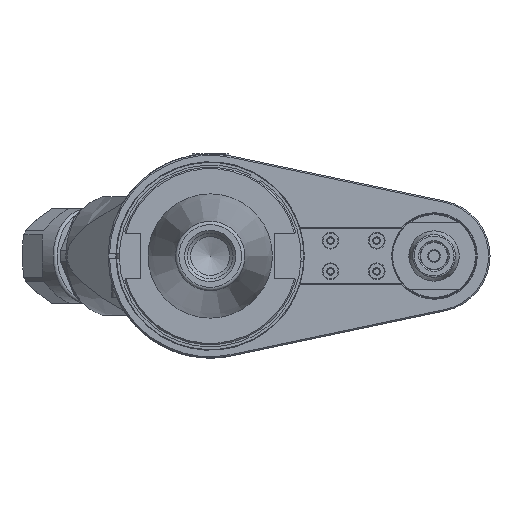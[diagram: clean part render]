
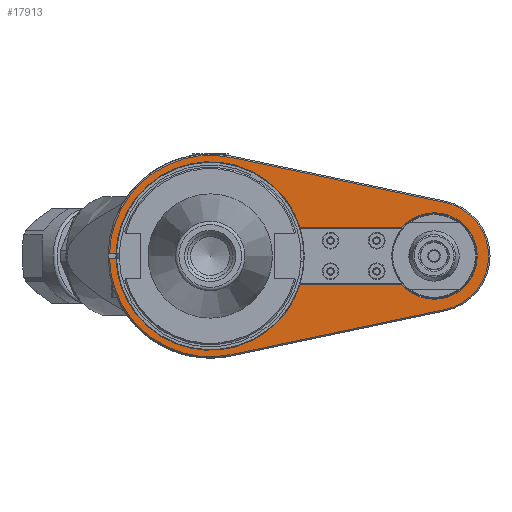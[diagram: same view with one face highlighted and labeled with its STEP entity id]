
A CAD part, front view. The second image highlights one B-rep face of the part: STEP entity #17913.
In plain terms, the highlighted planar face has unit normal (0, -1, 0).
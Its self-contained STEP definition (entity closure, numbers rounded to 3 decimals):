
#630=PLANE('',#19739);
#1585=FACE_OUTER_BOUND('',#2751,.T.);
#2751=EDGE_LOOP('',(#14417,#14418,#14419,#14420,#14421,#14422,#14423,#14424,
#14425,#14426,#14427,#14428));
#4009=CIRCLE('',#19737,36.);
#4010=CIRCLE('',#19740,33.7);
#4011=CIRCLE('',#19741,15.45);
#4012=CIRCLE('',#19742,33.7);
#4013=CIRCLE('',#19743,36.);
#4014=CIRCLE('',#19744,19.5);
#5042=LINE('',#31614,#6335);
#5055=LINE('',#31654,#6348);
#5066=LINE('',#31724,#6359);
#5069=LINE('',#31732,#6362);
#5070=LINE('',#31736,#6363);
#5071=LINE('',#31741,#6364);
#6335=VECTOR('',#23583,10.);
#6348=VECTOR('',#23618,10.);
#6359=VECTOR('',#23707,10.);
#6362=VECTOR('',#23714,10.);
#6363=VECTOR('',#23717,10.);
#6364=VECTOR('',#23722,10.);
#8221=VERTEX_POINT('',#31611);
#8222=VERTEX_POINT('',#31613);
#8237=VERTEX_POINT('',#31651);
#8238=VERTEX_POINT('',#31653);
#8257=VERTEX_POINT('',#31719);
#8258=VERTEX_POINT('',#31723);
#8260=VERTEX_POINT('',#31729);
#8261=VERTEX_POINT('',#31731);
#8262=VERTEX_POINT('',#31733);
#8263=VERTEX_POINT('',#31735);
#8264=VERTEX_POINT('',#31738);
#8265=VERTEX_POINT('',#31740);
#10410=EDGE_CURVE('',#8221,#8222,#5042,.T.);
#10431=EDGE_CURVE('',#8238,#8237,#5055,.T.);
#10461=EDGE_CURVE('',#8257,#8238,#4009,.T.);
#10463=EDGE_CURVE('',#8258,#8257,#5066,.T.);
#10466=EDGE_CURVE('',#8260,#8237,#4010,.T.);
#10467=EDGE_CURVE('',#8260,#8261,#5069,.T.);
#10468=EDGE_CURVE('',#8262,#8261,#4011,.T.);
#10469=EDGE_CURVE('',#8262,#8263,#5070,.T.);
#10470=EDGE_CURVE('',#8222,#8263,#4012,.T.);
#10471=EDGE_CURVE('',#8221,#8264,#4013,.T.);
#10472=EDGE_CURVE('',#8264,#8265,#5071,.T.);
#10473=EDGE_CURVE('',#8265,#8258,#4014,.T.);
#14417=ORIENTED_EDGE('',*,*,#10461,.T.);
#14418=ORIENTED_EDGE('',*,*,#10431,.T.);
#14419=ORIENTED_EDGE('',*,*,#10466,.F.);
#14420=ORIENTED_EDGE('',*,*,#10467,.T.);
#14421=ORIENTED_EDGE('',*,*,#10468,.F.);
#14422=ORIENTED_EDGE('',*,*,#10469,.T.);
#14423=ORIENTED_EDGE('',*,*,#10470,.F.);
#14424=ORIENTED_EDGE('',*,*,#10410,.F.);
#14425=ORIENTED_EDGE('',*,*,#10471,.T.);
#14426=ORIENTED_EDGE('',*,*,#10472,.T.);
#14427=ORIENTED_EDGE('',*,*,#10473,.T.);
#14428=ORIENTED_EDGE('',*,*,#10463,.T.);
#17913=ADVANCED_FACE('',(#1585),#630,.T.);
#19737=AXIS2_PLACEMENT_3D('',#31720,#23702,#23703);
#19739=AXIS2_PLACEMENT_3D('',#31728,#23710,#23711);
#19740=AXIS2_PLACEMENT_3D('',#31730,#23712,#23713);
#19741=AXIS2_PLACEMENT_3D('',#31734,#23715,#23716);
#19742=AXIS2_PLACEMENT_3D('',#31737,#23718,#23719);
#19743=AXIS2_PLACEMENT_3D('',#31739,#23720,#23721);
#19744=AXIS2_PLACEMENT_3D('',#31742,#23723,#23724);
#23583=DIRECTION('',(1.,0.,0.));
#23618=DIRECTION('',(1.,0.,0.));
#23702=DIRECTION('center_axis',(0.,-1.,0.));
#23703=DIRECTION('ref_axis',(0.206,0.,0.978));
#23707=DIRECTION('',(-0.978,0.,0.206));
#23710=DIRECTION('center_axis',(0.,-1.,0.));
#23711=DIRECTION('ref_axis',(0.,0.,-1.));
#23712=DIRECTION('center_axis',(0.,-1.,0.));
#23713=DIRECTION('ref_axis',(0.953,0.,0.303));
#23714=DIRECTION('',(1.,0.,0.));
#23715=DIRECTION('center_axis',(0.,-1.,0.));
#23716=DIRECTION('ref_axis',(-0.751,0.,-0.66));
#23717=DIRECTION('',(-1.,0.,0.));
#23718=DIRECTION('center_axis',(0.,-1.,0.));
#23719=DIRECTION('ref_axis',(-1.,0.,-0.022));
#23720=DIRECTION('center_axis',(0.,-1.,0.));
#23721=DIRECTION('ref_axis',(-1.,0.,-0.021));
#23722=DIRECTION('',(0.978,0.,0.206));
#23723=DIRECTION('center_axis',(0.,-1.,0.));
#23724=DIRECTION('ref_axis',(0.206,0.,-0.978));
#31611=CARTESIAN_POINT('',(-35.992,-28.,-0.75));
#31613=CARTESIAN_POINT('',(-33.692,-28.,-0.75));
#31614=CARTESIAN_POINT('',(-11.654,-28.,-0.75));
#31651=CARTESIAN_POINT('',(-33.692,-28.,0.75));
#31653=CARTESIAN_POINT('',(-35.992,-28.,0.75));
#31654=CARTESIAN_POINT('',(-23.501,-28.,0.75));
#31719=CARTESIAN_POINT('',(7.425,-28.,35.226));
#31720=CARTESIAN_POINT('Origin',(0.,-28.,0.));
#31723=CARTESIAN_POINT('',(84.022,-28.,19.081));
#31724=CARTESIAN_POINT('',(26.574,-28.,31.19));
#31728=CARTESIAN_POINT('Origin',(0.,-28.,0.));
#31729=CARTESIAN_POINT('',(32.119,-28.,10.2));
#31730=CARTESIAN_POINT('Origin',(0.,-28.,0.));
#31731=CARTESIAN_POINT('',(68.396,-28.,10.2));
#31732=CARTESIAN_POINT('',(25.115,-28.,10.2));
#31733=CARTESIAN_POINT('',(68.396,-28.,-10.2));
#31734=CARTESIAN_POINT('Origin',(80.,-28.,0.));
#31735=CARTESIAN_POINT('',(32.119,-28.,-10.2));
#31736=CARTESIAN_POINT('',(25.115,-28.,-10.2));
#31737=CARTESIAN_POINT('Origin',(0.,-28.,0.));
#31738=CARTESIAN_POINT('',(7.425,-28.,-35.226));
#31739=CARTESIAN_POINT('Origin',(0.,-28.,0.));
#31740=CARTESIAN_POINT('',(84.022,-28.,-19.081));
#31741=CARTESIAN_POINT('',(26.574,-28.,-31.19));
#31742=CARTESIAN_POINT('Origin',(80.,-28.,0.));
